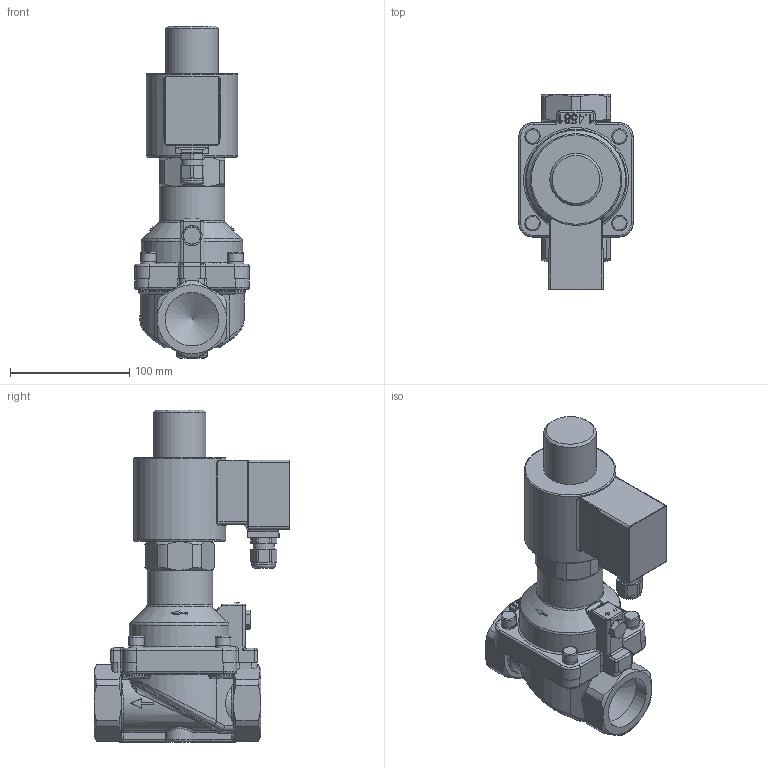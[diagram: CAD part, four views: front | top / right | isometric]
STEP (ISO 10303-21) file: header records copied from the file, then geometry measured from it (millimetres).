
FILE_DESCRIPTION(/* description */ ('3D-Modell'),/* implementation_level */ '2;1');
FILE_NAME(/* name */ '049.003859_2-738-27-1004-S242-NF.stp',/* time_stamp */ '2024-01-10T08:20:14+01:00',/* author */ ('EToews'),/* organization */ (''),/* preprocessor_version */ 'ST-DEVELOPER v16.1',/* originating_system */ 'Autodesk Inventor 2016',/* authorisation */ '');
FILE_SCHEMA (('AUTOMOTIVE_DESIGN { 1 0 10303 214 3 1 1 }'));
Length unit declared in the file: millimetre
Products named in the file (1): 88-006173
Bounding box: 96 x 164.5 x 278.7 mm (x, y, z)
Volume: 1432413.4 mm3; surface area: 118248.2 mm2
Topology: 1 solids, 1 shells, 674 faces, 1718 edges, 1057 vertices
Faces by surface type: plane 235, cylinder 209, bspline 112, torus 66, cone 46, sphere 6
Full cylindrical faces by diameter (mm): 4.917 x2, 8 x4, 13 x4, 17 x1, 18 x1, 20 x1, 44 x1, 44.845 x2, 55 x1, 77 x1
Entity records: 26927 total; most frequent: CARTESIAN_POINT 11774, ORIENTED_EDGE 3304, DIRECTION 2904, EDGE_CURVE 1652, AXIS2_PLACEMENT_3D 1092, VERTEX_POINT 1046, EDGE_LOOP 748, LINE 720
